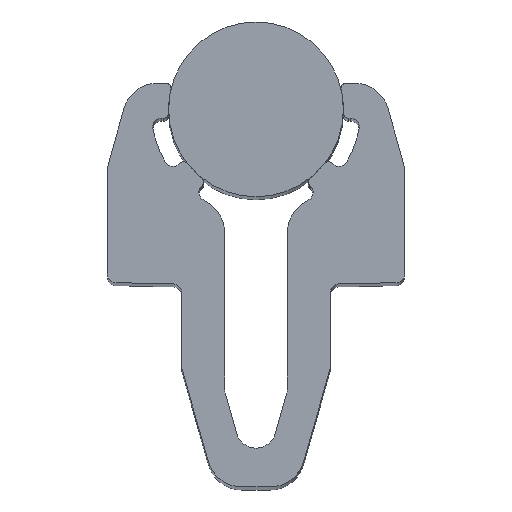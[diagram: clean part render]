
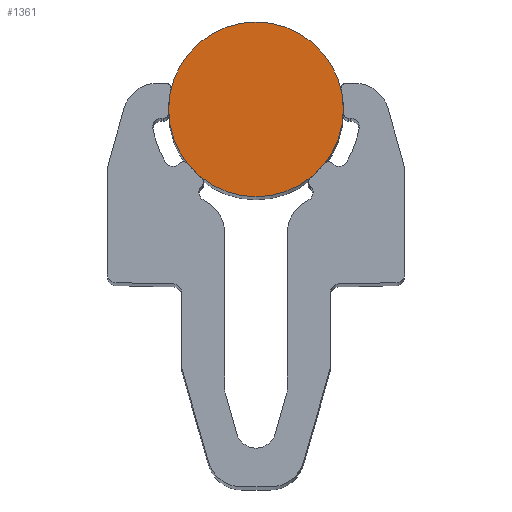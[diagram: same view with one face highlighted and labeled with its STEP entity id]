
A CAD part, top view. The second image highlights one B-rep face of the part: STEP entity #1361.
In plain terms, the highlighted planar face has unit normal (0, 0, 1).
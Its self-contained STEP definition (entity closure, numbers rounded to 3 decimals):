
#122=FACE_OUTER_BOUND('',#190,.T.);
#190=EDGE_LOOP('',(#1196));
#493=CIRCLE('',#1534,5.);
#621=VERTEX_POINT('',#2333);
#813=EDGE_CURVE('',#621,#621,#493,.T.);
#1196=ORIENTED_EDGE('',*,*,#813,.T.);
#1223=PLANE('',#1535);
#1361=ADVANCED_FACE('',(#122),#1223,.T.);
#1534=AXIS2_PLACEMENT_3D('',#2335,#1943,#1944);
#1535=AXIS2_PLACEMENT_3D('',#2336,#1945,#1946);
#1943=DIRECTION('center_axis',(0.,0.,1.));
#1944=DIRECTION('ref_axis',(1.,0.,0.));
#1945=DIRECTION('center_axis',(0.,0.,1.));
#1946=DIRECTION('ref_axis',(1.,0.,0.));
#2333=CARTESIAN_POINT('',(-5.,0.,50.));
#2335=CARTESIAN_POINT('Origin',(0.,0.,
50.));
#2336=CARTESIAN_POINT('Origin',(0.,0.,
50.));
